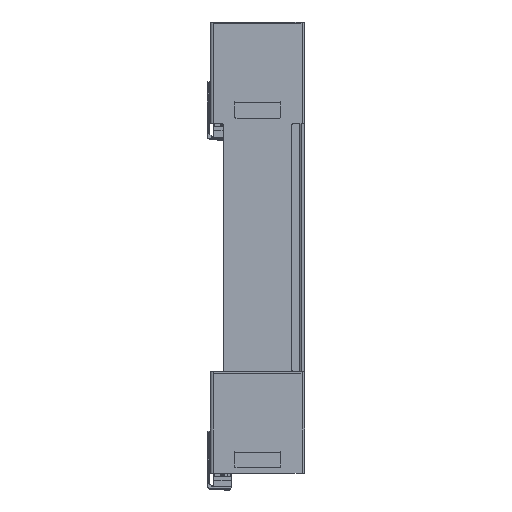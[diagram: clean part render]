
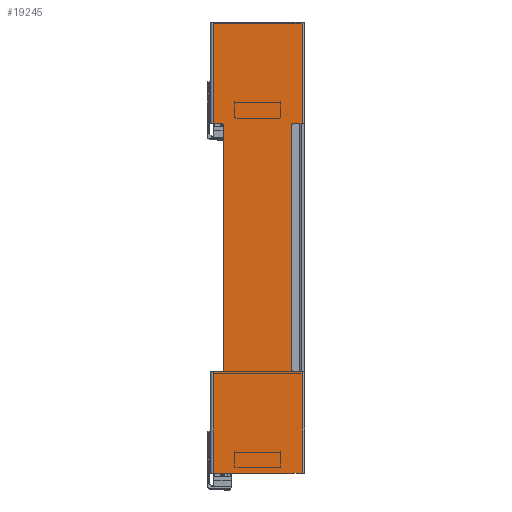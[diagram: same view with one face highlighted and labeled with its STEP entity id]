
A CAD part, top view. The second image highlights one B-rep face of the part: STEP entity #19245.
In plain terms, the highlighted planar face has unit normal (0, 0, 1).
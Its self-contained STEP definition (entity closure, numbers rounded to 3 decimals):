
#402=PLANE('',#20488);
#1491=FACE_OUTER_BOUND('',#2555,.T.);
#2555=EDGE_LOOP('',(#14469,#14470,#14471,#14472,#14473,#14474,#14475,#14476,
#14477,#14478,#14479,#14480,#14481,#14482,#14483,#14484));
#4111=LINE('',#28966,#6241);
#4134=LINE('',#29031,#6264);
#4138=LINE('',#29040,#6268);
#4140=LINE('',#29047,#6270);
#4141=LINE('',#29049,#6271);
#4142=LINE('',#29051,#6272);
#4143=LINE('',#29053,#6273);
#4144=LINE('',#29054,#6274);
#4145=LINE('',#29056,#6275);
#4146=LINE('',#29058,#6276);
#4147=LINE('',#29060,#6277);
#4148=LINE('',#29061,#6278);
#6241=VECTOR('',#23237,10.);
#6264=VECTOR('',#23300,10.);
#6268=VECTOR('',#23310,10.);
#6270=VECTOR('',#23318,10.);
#6271=VECTOR('',#23319,10.);
#6272=VECTOR('',#23320,10.);
#6273=VECTOR('',#23321,10.);
#6274=VECTOR('',#23322,10.);
#6275=VECTOR('',#23323,10.);
#6276=VECTOR('',#23324,10.);
#6277=VECTOR('',#23325,10.);
#6278=VECTOR('',#23326,10.);
#7820=CIRCLE('',#20479,2.5);
#7821=CIRCLE('',#20481,2.5);
#7822=CIRCLE('',#20484,2.5);
#7823=CIRCLE('',#20487,2.5);
#8957=VERTEX_POINT('',#28963);
#8958=VERTEX_POINT('',#28965);
#8977=VERTEX_POINT('',#29020);
#8978=VERTEX_POINT('',#29024);
#8979=VERTEX_POINT('',#29025);
#8980=VERTEX_POINT('',#29030);
#8981=VERTEX_POINT('',#29034);
#8982=VERTEX_POINT('',#29035);
#8983=VERTEX_POINT('',#29042);
#8984=VERTEX_POINT('',#29046);
#8985=VERTEX_POINT('',#29048);
#8986=VERTEX_POINT('',#29050);
#8987=VERTEX_POINT('',#29052);
#8988=VERTEX_POINT('',#29055);
#8989=VERTEX_POINT('',#29057);
#8990=VERTEX_POINT('',#29059);
#10999=EDGE_CURVE('',#8958,#8957,#4111,.T.);
#11026=EDGE_CURVE('',#8977,#8957,#7820,.T.);
#11028=EDGE_CURVE('',#8978,#8979,#7821,.T.);
#11031=EDGE_CURVE('',#8980,#8979,#4134,.T.);
#11033=EDGE_CURVE('',#8981,#8982,#7822,.T.);
#11036=EDGE_CURVE('',#8977,#8982,#4138,.T.);
#11037=EDGE_CURVE('',#8980,#8983,#7823,.T.);
#11039=EDGE_CURVE('',#8981,#8984,#4140,.T.);
#11040=EDGE_CURVE('',#8984,#8985,#4141,.T.);
#11041=EDGE_CURVE('',#8986,#8985,#4142,.T.);
#11042=EDGE_CURVE('',#8986,#8987,#4143,.T.);
#11043=EDGE_CURVE('',#8987,#8983,#4144,.T.);
#11044=EDGE_CURVE('',#8978,#8988,#4145,.T.);
#11045=EDGE_CURVE('',#8988,#8989,#4146,.T.);
#11046=EDGE_CURVE('',#8990,#8989,#4147,.T.);
#11047=EDGE_CURVE('',#8990,#8958,#4148,.T.);
#14469=ORIENTED_EDGE('',*,*,#10999,.T.);
#14470=ORIENTED_EDGE('',*,*,#11026,.F.);
#14471=ORIENTED_EDGE('',*,*,#11036,.T.);
#14472=ORIENTED_EDGE('',*,*,#11033,.F.);
#14473=ORIENTED_EDGE('',*,*,#11039,.T.);
#14474=ORIENTED_EDGE('',*,*,#11040,.T.);
#14475=ORIENTED_EDGE('',*,*,#11041,.F.);
#14476=ORIENTED_EDGE('',*,*,#11042,.T.);
#14477=ORIENTED_EDGE('',*,*,#11043,.T.);
#14478=ORIENTED_EDGE('',*,*,#11037,.F.);
#14479=ORIENTED_EDGE('',*,*,#11031,.T.);
#14480=ORIENTED_EDGE('',*,*,#11028,.F.);
#14481=ORIENTED_EDGE('',*,*,#11044,.T.);
#14482=ORIENTED_EDGE('',*,*,#11045,.T.);
#14483=ORIENTED_EDGE('',*,*,#11046,.F.);
#14484=ORIENTED_EDGE('',*,*,#11047,.T.);
#19245=ADVANCED_FACE('',(#1491),#402,.T.);
#20479=AXIS2_PLACEMENT_3D('',#29021,#23289,#23290);
#20481=AXIS2_PLACEMENT_3D('',#29026,#23294,#23295);
#20484=AXIS2_PLACEMENT_3D('',#29036,#23304,#23305);
#20487=AXIS2_PLACEMENT_3D('',#29043,#23313,#23314);
#20488=AXIS2_PLACEMENT_3D('',#29045,#23316,#23317);
#23237=DIRECTION('',(1.,0.,0.));
#23289=DIRECTION('center_axis',(0.,0.,
1.));
#23290=DIRECTION('ref_axis',(0.707,0.707,0.));
#23294=DIRECTION('center_axis',(0.,0.,
1.));
#23295=DIRECTION('ref_axis',(-0.707,0.707,0.));
#23300=DIRECTION('',(0.,1.,0.));
#23304=DIRECTION('center_axis',(0.,0.,
1.));
#23305=DIRECTION('ref_axis',(0.707,-0.707,0.));
#23310=DIRECTION('',(0.,-1.,0.));
#23313=DIRECTION('center_axis',(0.,0.,
1.));
#23314=DIRECTION('ref_axis',(-0.707,-0.707,0.));
#23316=DIRECTION('center_axis',(0.,0.,
1.));
#23317=DIRECTION('ref_axis',(0.,1.,0.));
#23318=DIRECTION('',(-1.,0.,0.));
#23319=DIRECTION('',(0.,-1.,0.));
#23320=DIRECTION('',(-1.,0.,0.));
#23321=DIRECTION('',(0.,1.,0.));
#23322=DIRECTION('',(-1.,0.,0.));
#23323=DIRECTION('',(1.,0.,0.));
#23324=DIRECTION('',(0.,1.,0.));
#23325=DIRECTION('',(1.,0.,0.));
#23326=DIRECTION('',(0.,-1.,0.));
#28963=CARTESIAN_POINT('',(-40.25,408.243,-5.));
#28965=CARTESIAN_POINT('',(-49.5,408.243,-5.));
#28966=CARTESIAN_POINT('',(-18.875,408.243,-5.));
#29020=CARTESIAN_POINT('',(-37.75,405.743,-5.));
#29021=CARTESIAN_POINT('Origin',(-40.25,405.743,-5.));
#29024=CARTESIAN_POINT('',(40.25,408.243,-5.));
#29025=CARTESIAN_POINT('',(37.75,405.743,-5.));
#29026=CARTESIAN_POINT('Origin',(40.25,405.743,-5.));
#29030=CARTESIAN_POINT('',(37.75,134.743,-5.));
#29031=CARTESIAN_POINT('',(37.75,201.243,-5.));
#29034=CARTESIAN_POINT('',(-40.25,132.243,-5.));
#29035=CARTESIAN_POINT('',(-37.75,134.743,-5.));
#29036=CARTESIAN_POINT('Origin',(-40.25,134.743,-5.));
#29040=CARTESIAN_POINT('',(-37.75,201.243,-5.));
#29042=CARTESIAN_POINT('',(40.25,132.243,-5.));
#29043=CARTESIAN_POINT('Origin',(40.25,134.743,-5.));
#29045=CARTESIAN_POINT('Origin',(0.,270.243,
-5.));
#29046=CARTESIAN_POINT('',(-49.5,132.243,-5.));
#29047=CARTESIAN_POINT('',(-26.25,132.243,-5.));
#29048=CARTESIAN_POINT('',(-49.5,19.243,-5.));
#29049=CARTESIAN_POINT('',(-49.5,395.743,-5.));
#29050=CARTESIAN_POINT('',(49.5,19.243,-5.));
#29051=CARTESIAN_POINT('',(52.5,19.243,-5.));
#29052=CARTESIAN_POINT('',(49.5,132.243,-5.));
#29053=CARTESIAN_POINT('',(49.5,144.743,-5.));
#29054=CARTESIAN_POINT('',(26.25,132.243,-5.));
#29055=CARTESIAN_POINT('',(49.5,408.243,-5.));
#29056=CARTESIAN_POINT('',(18.875,408.243,-5.));
#29057=CARTESIAN_POINT('',(49.5,521.243,-5.));
#29058=CARTESIAN_POINT('',(49.5,144.743,-5.));
#29059=CARTESIAN_POINT('',(-49.5,521.243,-5.));
#29060=CARTESIAN_POINT('',(52.5,521.243,-5.));
#29061=CARTESIAN_POINT('',(-49.5,395.743,-5.));
